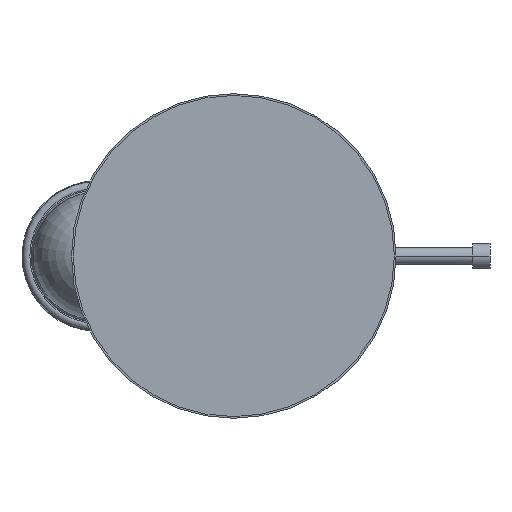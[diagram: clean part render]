
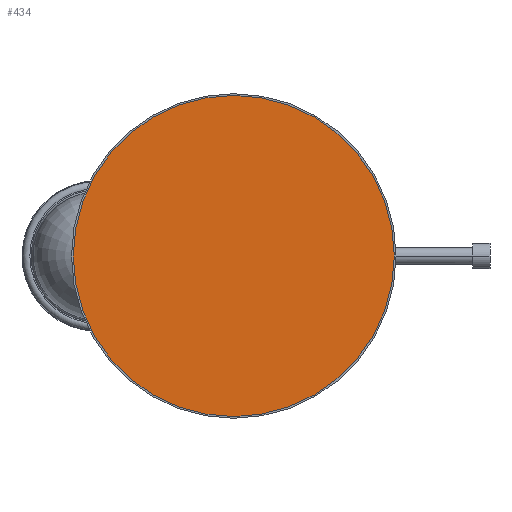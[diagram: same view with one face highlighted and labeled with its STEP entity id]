
A CAD part, front view. The second image highlights one B-rep face of the part: STEP entity #434.
In plain terms, the highlighted planar face has unit normal (0, -1, 0).
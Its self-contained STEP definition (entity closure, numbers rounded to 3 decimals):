
#222 = ORIENTED_EDGE ( 'NONE', *, *, #2821, .T. ) ;
#226 = ORIENTED_EDGE ( 'NONE', *, *, #315, .T. ) ;
#315 = EDGE_CURVE ( 'NONE', #1893, #1762, #1909, .T. ) ;
#434 = ADVANCED_FACE ( 'NONE', ( #633 ), #2931, .T. ) ;
#633 = FACE_OUTER_BOUND ( 'NONE', #1414, .T. ) ;
#932 = CARTESIAN_POINT ( 'NONE',  ( 0., 0., 0. ) ) ;
#933 = DIRECTION ( 'NONE',  ( 0., -1., 0. ) ) ;
#934 = DIRECTION ( 'NONE',  ( 0., 0., -1. ) ) ;
#1414 = EDGE_LOOP ( 'NONE', ( #226, #222 ) ) ;
#1507 = CARTESIAN_POINT ( 'NONE',  ( 0., 0., 0. ) ) ;
#1508 = DIRECTION ( 'NONE',  ( 0., -1., 0. ) ) ;
#1509 = DIRECTION ( 'NONE',  ( 0., 0., -1. ) ) ;
#1762 = VERTEX_POINT ( 'NONE', #2418 ) ;
#1893 = VERTEX_POINT ( 'NONE', #3036 ) ;
#1909 = CIRCLE ( 'NONE', #2877, 94. ) ;
#2278 = AXIS2_PLACEMENT_3D ( 'NONE', #932, #933, #934 ) ;
#2418 = CARTESIAN_POINT ( 'NONE',  ( 0., 0., 94. ) ) ;
#2774 = AXIS2_PLACEMENT_3D ( 'NONE', #2929, #2934, #2935 ) ;
#2821 = EDGE_CURVE ( 'NONE', #1762, #1893, #3298, .T. ) ;
#2877 = AXIS2_PLACEMENT_3D ( 'NONE', #1507, #1508, #1509 ) ;
#2929 = CARTESIAN_POINT ( 'NONE',  ( 0., 0., 0. ) ) ;
#2931 = PLANE ( 'NONE',  #2774 ) ;
#2934 = DIRECTION ( 'NONE',  ( 0., -1., 0. ) ) ;
#2935 = DIRECTION ( 'NONE',  ( 0., 0., -1. ) ) ;
#3036 = CARTESIAN_POINT ( 'NONE',  ( 0., 0., -94. ) ) ;
#3298 = CIRCLE ( 'NONE', #2278, 94. ) ;
